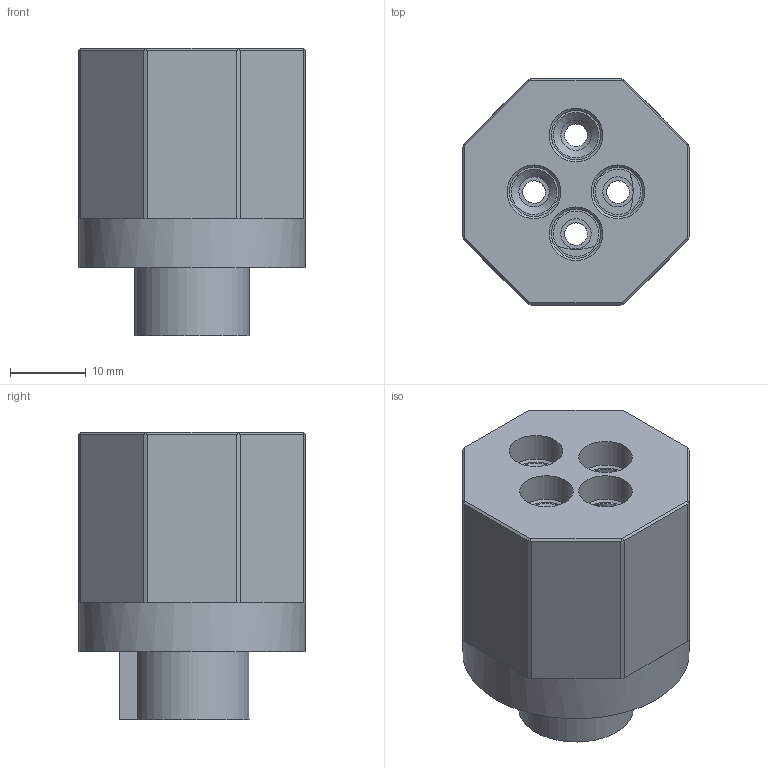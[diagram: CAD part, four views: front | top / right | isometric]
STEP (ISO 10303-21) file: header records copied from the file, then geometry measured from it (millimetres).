
FILE_DESCRIPTION(/* description */ (''),/* implementation_level */ '2;1');
FILE_NAME(/* name */ 'spool_main_drive.stp',/* time_stamp */ '2024-06-29T23:11:47-07:00',/* author */ ('aaron'),/* organization */ (''),/* preprocessor_version */ 'ST-DEVELOPER v19.2',/* originating_system */ 'Autodesk Inventor 2023',/* authorisation */ '');
FILE_SCHEMA (('AUTOMOTIVE_DESIGN { 1 0 10303 214 3 1 1 }'));
Length unit declared in the file: millimetre
Products named in the file (1): spool_main_drive
Bounding box: 30 x 30 x 38.05 mm (x, y, z)
Volume: 21002.9 mm3; surface area: 6518.1 mm2
Topology: 1 solids, 1 shells, 80 faces, 172 edges, 101 vertices
Faces by surface type: plane 52, cylinder 15, cone 13
Full cylindrical faces by diameter (mm): 3 x4, 4 x4, 4.2 x1, 7.1 x4, 30 x1
Entity records: 2259 total; most frequent: DIRECTION 389, CARTESIAN_POINT 354, ORIENTED_EDGE 344, EDGE_CURVE 172, AXIS2_PLACEMENT_3D 136, LINE 117, VECTOR 117, VERTEX_POINT 101
